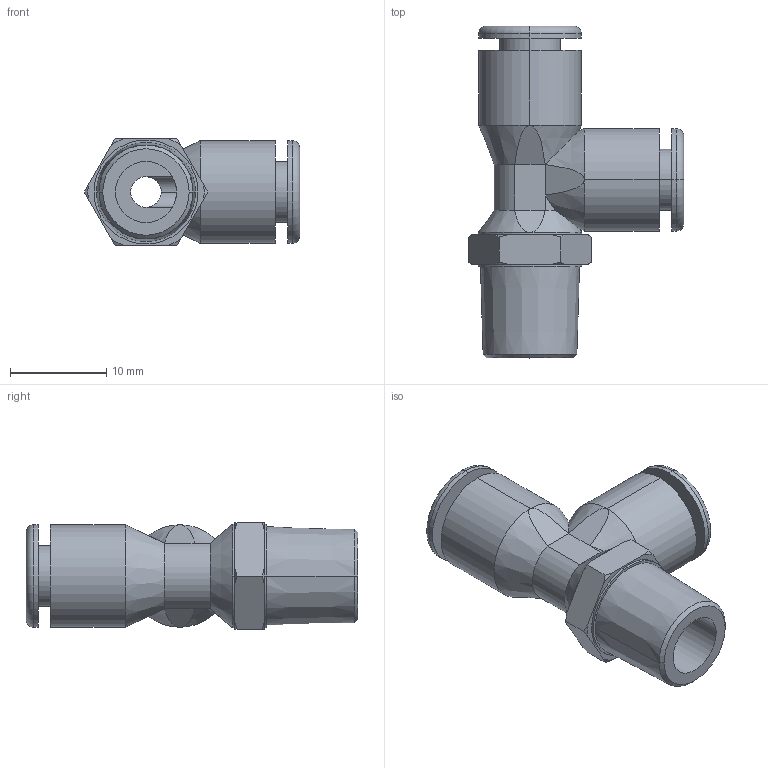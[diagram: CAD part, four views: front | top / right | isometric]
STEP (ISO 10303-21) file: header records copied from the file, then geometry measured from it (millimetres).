
FILE_DESCRIPTION((''),'2;1');
FILE_NAME('ILCP3011201','2006-11-22T',('KR'),(''),'PRO/ENGINEER BY PARAMETRIC TECHNOLOGY CORPORATION, 2005180','PRO/ENGINEER BY PARAMETRIC TECHNOLOGY CORPORATION, 2005180','');
FILE_SCHEMA(('AUTOMOTIVE_DESIGN_CC2 { 1 2 10303 214 -1 1 5 2 }'));
Length unit declared in the file: inch
Products named in the file (1): ILCP3011201
Bounding box: 22.43 x 34.54 x 11.13 mm (x, y, z)
Volume: 2782.6 mm3; surface area: 2547 mm2
Topology: 1 solids, 1 shells, 76 faces, 174 edges, 106 vertices
Faces by surface type: plane 25, cylinder 25, cone 22, torus 4
Entity records: 2612 total; most frequent: CARTESIAN_POINT 795, DIRECTION 356, ORIENTED_EDGE 348, EDGE_CURVE 174, AXIS2_PLACEMENT_3D 150, VERTEX_POINT 106, COLOUR_RGB 105, EDGE_LOOP 86
